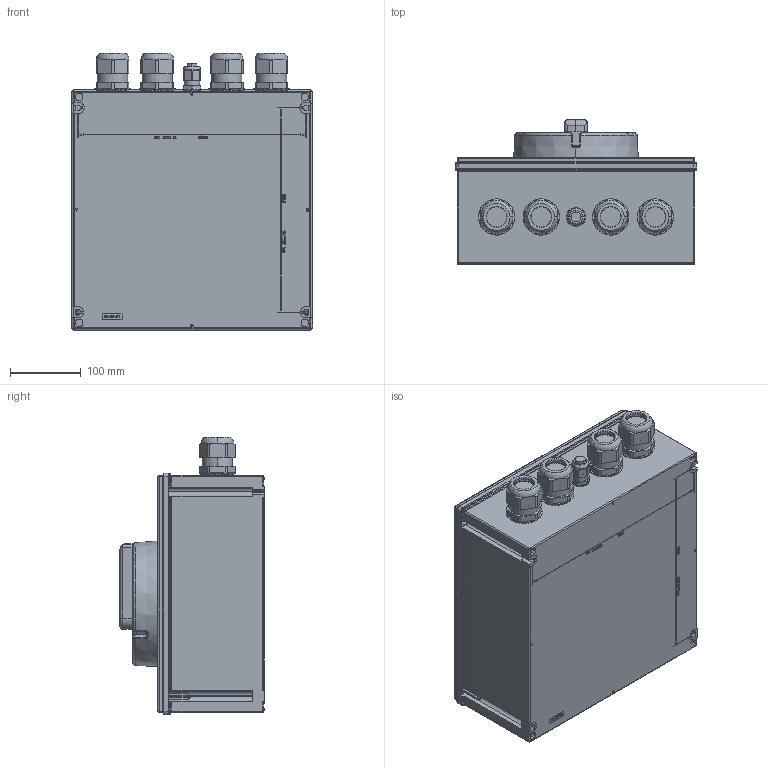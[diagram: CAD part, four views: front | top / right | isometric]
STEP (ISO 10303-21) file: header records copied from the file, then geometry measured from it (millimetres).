
FILE_DESCRIPTION (( 'STEP AP203' ), '1' );
FILE_NAME ('8146-5083-5-606-ap203.STEP', '2012-10-26T09:22:42', ( 'Admin' ), ( 'R. STAHL AG' ), 'SwSTEP 2.0', 'SolidWorks 2012', '' );
FILE_SCHEMA (( 'CONFIG_CONTROL_DESIGN' ));
Products named in the file (38): 81_610_80_01_0_Stutzen; 81_610_30_37_0; 81_619_01_59_0_81_619_03_59_0; Anschlussgewindedichtung_M20; 81_610_77_01_0_Hutmutter; 81_610_77_01_0_Dichtung; 81_610_77_01_0_Stutzen; 509_642_0_montiert; 509_642_0_1_montiert; 509_642_0; 81_460_06_05_0; 81_460_06_05_0_Dichtung; 81_469_03_05_0; 81_469_57_04_0_vereinfacht; 81_469_01_91_0; 8146-5083-5-606-ap203; 86_048_72_16_0_86 048 72 16 0 sw-sw; 86_049_01_78_0; 85_370_05_16_0_ohne Beschriftung; DIN EN 28734 - A (DIN 6325)_2x20; 504_652_0_D4 x 12 (504_613_0); 86_019_04_85_0_86_019_04_85_0 0-OFF I-ON; 85_379_03_78_0; 515_643_0; 86_049_05_16_0_ohne Beschriftung; 85_370_01_14_0_86_049_05_14_0 schwarz mit Dichtung; Dichtung^85_370_01_14_0; 86_049_05_14_0_86_049_05_14_0 schwarz; 80_409_01_50_0; 81_469_01_50_0; 85_379_02_92_0_85_379_03_92_0; 81_610_80_01_0; Staubschutzkappe_M40; Anschlussgewindedichtung_M40; 81_610_80_01_0_Hutmutter; 81_610_80_01_0_Dichtung
Assembly tree (53 placements, depth 6):
  8146-5083-5-606-ap203
    81_469_57_04_0_vereinfacht
      81_469_57_04_0_vereinfacht
      81_469_01_91_0  x4
    81_460_06_05_0
      81_469_03_05_0
      81_460_06_05_0_Dichtung
    509_642_0_montiert  x4
      509_642_0
      509_642_0_1_montiert
    81_610_30_37_0
      81_610_77_01_0_Stutzen
      81_610_77_01_0_Dichtung
      81_610_77_01_0_Hutmutter
      Anschlussgewindedichtung_M20
      81_619_01_59_0_81_619_03_59_0
    81_610_80_01_0  x4
      81_610_80_01_0_Stutzen
      81_610_80_01_0_Dichtung
      81_610_80_01_0_Hutmutter
      Anschlussgewindedichtung_M40
      Staubschutzkappe_M40
    85_379_02_92_0_85_379_03_92_0  x2
    86_048_72_16_0_86 048 72 16 0 sw-sw
      85_370_05_16_0_ohne Beschriftung
        85_370_01_14_0_86_049_05_14_0 schwarz mit Dichtung
          86_049_05_14_0_86_049_05_14_0 schwarz
            86_049_05_14_0_86_049_05_14_0 schwarz
            81_469_01_50_0  x4
            80_409_01_50_0  x4
          Dichtung^85_370_01_14_0
        86_049_05_16_0_ohne Beschriftung
        515_643_0
        85_379_03_78_0
        86_019_04_85_0_86_019_04_85_0 0-OFF I-ON
        504_652_0_D4 x 12 (504_613_0)
        DIN EN 28734 - A (DIN 6325)_2x20
      86_049_01_78_0
Bounding box: 340.5 x 203.3 x 391.27 mm (x, y, z)
Volume: 2301752.9 mm3; surface area: 1265119.3 mm2
Topology: 59 solids, 59 shells, 6475 faces, 16733 edges, 10537 vertices
Faces by surface type: plane 2668, cylinder 1388, cone 1083, bspline 749, torus 559, sphere 28
Entity records: 151446 total; most frequent: CARTESIAN_POINT 56722, ORIENTED_EDGE 19776, DIRECTION 17291, EDGE_CURVE 9888, VERTEX_POINT 6277, AXIS2_PLACEMENT_3D 5980, VECTOR 5331, LINE 5331
